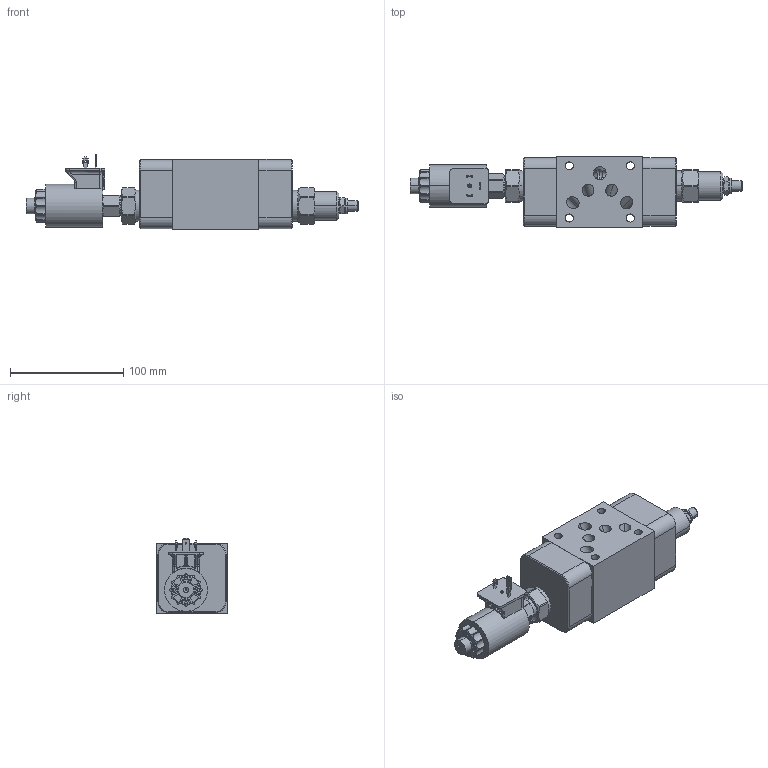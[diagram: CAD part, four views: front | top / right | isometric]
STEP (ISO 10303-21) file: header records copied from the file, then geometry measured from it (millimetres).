
FILE_DESCRIPTION((''),'2;1');
FILE_NAME('X2DDLANFA224_ASM','2020-04-23T',('ProEService'),(''),'PRO/ENGINEER BY PARAMETRIC TECHNOLOGY CORPORATION, 2014200','PRO/ENGINEER BY PARAMETRIC TECHNOLOGY CORPORATION, 2014200','');
FILE_SCHEMA(('CONFIG_CONTROL_DESIGN'));
Length unit declared in the file: inch
Products named in the file (6): 158-274; DFDA8DN; DTAFMHN224; FDCBLAN; 500-001-014; X2DDLANFA224_ASM
Assembly tree (9 placements, depth 2):
  X2DDLANFA224_ASM
    158-274
    DFDA8DN
    DTAFMHN224
    FDCBLAN
    500-001-014  x5
Bounding box: 293.37 x 63.5 x 66.62 mm (x, y, z)
Volume: 569677.2 mm3; surface area: 125058.3 mm2
Topology: 12 solids, 13 shells, 1252 faces, 3431 edges, 2458 vertices
Faces by surface type: cylinder 468, plane 402, cone 183, torus 99, bspline 38, revolution 36, sphere 26
Entity records: 46386 total; most frequent: CARTESIAN_POINT 15600, DIRECTION 6396, ORIENTED_EDGE 5928, EDGE_CURVE 2964, AXIS2_PLACEMENT_3D 2345, VERTEX_POINT 1846, VECTOR 1686, LINE 1686
